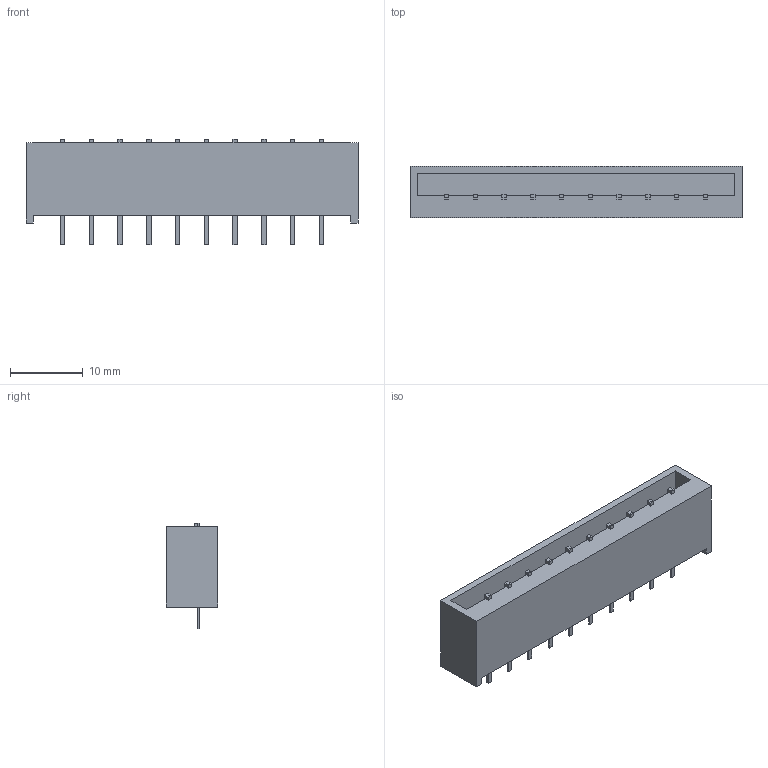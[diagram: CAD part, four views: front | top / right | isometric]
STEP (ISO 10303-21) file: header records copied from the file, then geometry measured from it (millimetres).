
FILE_DESCRIPTION(/* description */ (''),/* implementation_level */ '2;1');
FILE_NAME(/* name */ 'Edge Connector 10P 3.96mm.step',/* time_stamp */ '2020-02-06T23:39:58+01:00',/* author */ (''),/* organization */ (''),/* preprocessor_version */ 'ST-DEVELOPER v18',/* originating_system */ 'Autodesk Translation Framework v8.12.0.6',/* authorisation */ '');
FILE_SCHEMA (('AUTOMOTIVE_DESIGN { 1 0 10303 214 3 1 1 }'));
Length unit declared in the file: millimetre
Products named in the file (1): Edge Connector 10P 5.08mm
Bounding box: 45.5 x 7 x 14.5 mm (x, y, z)
Volume: 2322.4 mm3; surface area: 3001.4 mm2
Topology: 31 solids, 31 shells, 235 faces, 516 edges, 344 vertices
Faces by surface type: plane 235
Entity records: 6367 total; most frequent: CARTESIAN_POINT 1096, ORIENTED_EDGE 1032, DIRECTION 988, LINE 516, VECTOR 516, EDGE_CURVE 516, VERTEX_POINT 344, EDGE_LOOP 256
